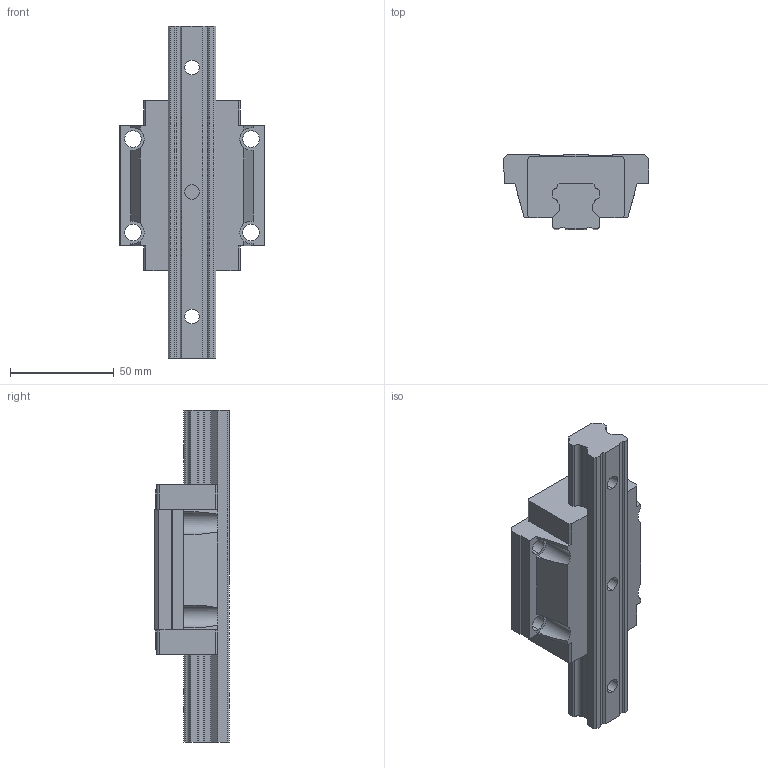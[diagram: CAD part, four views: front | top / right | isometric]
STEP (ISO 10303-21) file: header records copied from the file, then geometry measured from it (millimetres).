
FILE_DESCRIPTION((''),'2;1');
FILE_NAME('HGW25C_ANY_ASM','2007-10-25T',('minyao'),(''),'PRO/ENGINEER BY PARAMETRIC TECHNOLOGY CORPORATION, 2004360','PRO/ENGINEER BY PARAMETRIC TECHNOLOGY CORPORATION, 2004360','');
FILE_SCHEMA(('CONFIG_CONTROL_DESIGN'));
Length unit declared in the file: millimetre
Products named in the file (4): HG_BLOCK_HGWCA_ANY; HG_BLOCK_SS_ANY_ASM; HG_RAIL0_R_ANY; HGW25C_ANY_ASM
Assembly tree (3 placements, depth 3):
  HGW25C_ANY_ASM
    HG_BLOCK_SS_ANY_ASM
      HG_BLOCK_HGWCA_ANY
    HG_RAIL0_R_ANY
Bounding box: 70 x 36 x 160 mm (x, y, z)
Volume: 175997.4 mm3; surface area: 39555.3 mm2
Topology: 2 solids, 2 shells, 139 faces, 404 edges, 272 vertices
Faces by surface type: plane 103, cylinder 36
Entity records: 4729 total; most frequent: CARTESIAN_POINT 844, ORIENTED_EDGE 808, DIRECTION 762, EDGE_CURVE 404, VECTOR 324, LINE 324, VERTEX_POINT 272, AXIS2_PLACEMENT_3D 219
